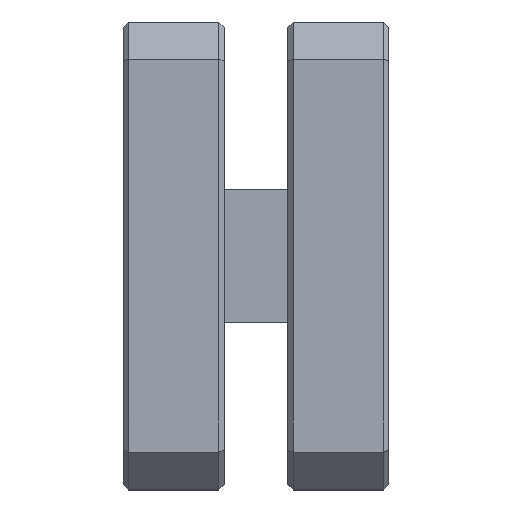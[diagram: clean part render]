
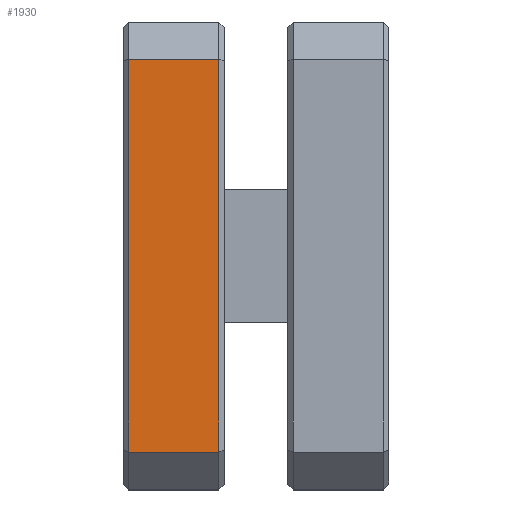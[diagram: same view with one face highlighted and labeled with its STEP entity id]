
A CAD part, top view. The second image highlights one B-rep face of the part: STEP entity #1930.
In plain terms, the highlighted planar face has unit normal (0, 0, 1).
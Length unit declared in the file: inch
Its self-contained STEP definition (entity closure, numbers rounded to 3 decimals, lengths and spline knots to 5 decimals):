
#66 = EDGE_CURVE ( 'NONE', #515, #630, #2357, .T. ) ;
#93 = DIRECTION ( 'NONE',  ( 0., -1., 0. ) ) ;
#113 = AXIS2_PLACEMENT_3D ( 'NONE', #440, #1415, #1027 ) ;
#162 = DIRECTION ( 'NONE',  ( 0., 1., 0. ) ) ;
#214 = ORIENTED_EDGE ( 'NONE', *, *, #66, .T. ) ;
#273 = CARTESIAN_POINT ( 'NONE',  ( 0.18, -0.37, 0.44 ) ) ;
#440 = CARTESIAN_POINT ( 'NONE',  ( 0.19, -0.44, 0.44 ) ) ;
#447 = EDGE_CURVE ( 'NONE', #1320, #515, #698, .T. ) ;
#467 = PLANE ( 'NONE',  #113 ) ;
#515 = VERTEX_POINT ( 'NONE', #1329 ) ;
#534 = CARTESIAN_POINT ( 'NONE',  ( 0.19, 0.37, 0.44 ) ) ;
#539 = DIRECTION ( 'NONE',  ( 1., 0., 0. ) ) ;
#579 = CARTESIAN_POINT ( 'NONE',  ( 0.18, 0.37, 0.44 ) ) ;
#586 = ORIENTED_EDGE ( 'NONE', *, *, #447, .T. ) ;
#630 = VERTEX_POINT ( 'NONE', #1553 ) ;
#696 = LINE ( 'NONE', #2236, #2380 ) ;
#698 = LINE ( 'NONE', #534, #1245 ) ;
#716 = ORIENTED_EDGE ( 'NONE', *, *, #1196, .T. ) ;
#756 = ORIENTED_EDGE ( 'NONE', *, *, #820, .T. ) ;
#820 = EDGE_CURVE ( 'NONE', #1533, #1320, #696, .T. ) ;
#1027 = DIRECTION ( 'NONE',  ( -1., 0., 0. ) ) ;
#1047 = VECTOR ( 'NONE', #93, 39.37008 ) ;
#1067 = CARTESIAN_POINT ( 'NONE',  ( 0.19, -0.37, 0.44 ) ) ;
#1196 = EDGE_CURVE ( 'NONE', #630, #1533, #2401, .T. ) ;
#1227 = FACE_OUTER_BOUND ( 'NONE', #1509, .T. ) ;
#1245 = VECTOR ( 'NONE', #1461, 39.37008 ) ;
#1320 = VERTEX_POINT ( 'NONE', #579 ) ;
#1329 = CARTESIAN_POINT ( 'NONE',  ( 0.01, 0.37, 0.44 ) ) ;
#1415 = DIRECTION ( 'NONE',  ( 0., 0., -1. ) ) ;
#1461 = DIRECTION ( 'NONE',  ( -1., 0., 0. ) ) ;
#1509 = EDGE_LOOP ( 'NONE', ( #716, #756, #586, #214 ) ) ;
#1533 = VERTEX_POINT ( 'NONE', #273 ) ;
#1553 = CARTESIAN_POINT ( 'NONE',  ( 0.01, -0.37, 0.44 ) ) ;
#1606 = VECTOR ( 'NONE', #539, 39.37008 ) ;
#1776 = CARTESIAN_POINT ( 'NONE',  ( 0.01, -0.44, 0.44 ) ) ;
#1930 = ADVANCED_FACE ( 'NONE', ( #1227 ), #467, .F. ) ;
#2236 = CARTESIAN_POINT ( 'NONE',  ( 0.18, 0.37, 0.44 ) ) ;
#2357 = LINE ( 'NONE', #1776, #1047 ) ;
#2380 = VECTOR ( 'NONE', #162, 39.37008 ) ;
#2401 = LINE ( 'NONE', #1067, #1606 ) ;
